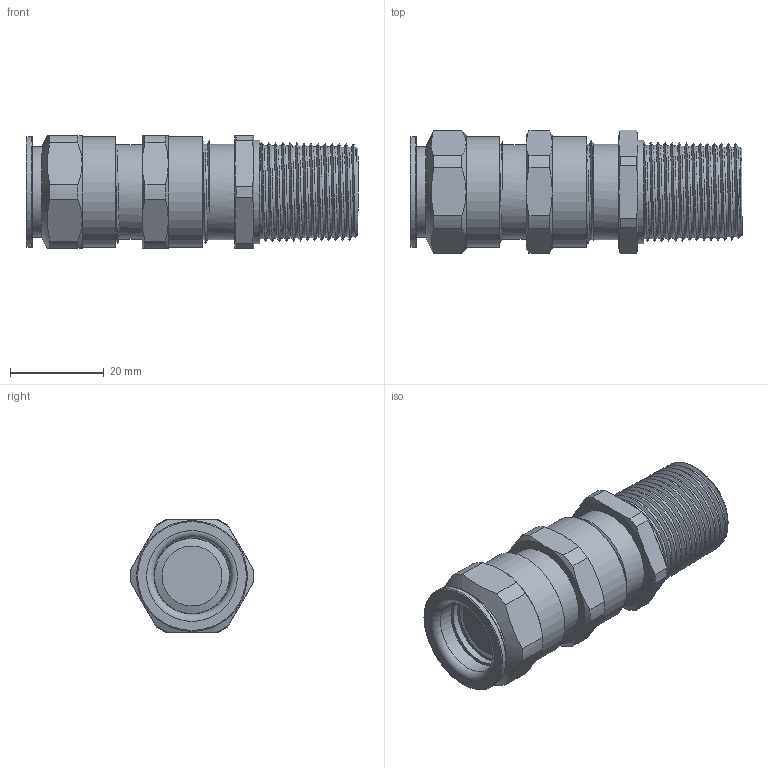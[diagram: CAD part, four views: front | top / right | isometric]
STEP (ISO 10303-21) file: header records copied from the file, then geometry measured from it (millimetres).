
FILE_DESCRIPTION(/* description */ ('ADE-4F NPT 1/2"'),/* implementation_level */ '2;1');
FILE_NAME(/* name */ '00848694V1-RST.stp',/* time_stamp */ '2020-03-18T07:44:56+01:00',/* author */ ('sl'),/* organization */ (''),/* preprocessor_version */ 'ST-DEVELOPER v16.5',/* originating_system */ 'Autodesk Inventor 2017',/* authorisation */ '');
FILE_SCHEMA (('AUTOMOTIVE_DESIGN { 1 0 10303 214 3 1 1 }'));
Length unit declared in the file: millimetre
Products named in the file (9): 00848694V1; 00848694V1_1; 00848674V1; 00848694V1_2; 00848679V1; 00848694V1_3; 00848694V1_4; 00848664V1; 00848694V1_5
Assembly tree (8 placements, depth 2):
  00848694V1
    00848694V1_1
    00848674V1
    00848694V1_2
    00848679V1
    00848694V1_3
    00848694V1_4
    00848664V1
    00848694V1_5
Bounding box: 70.72 x 26.4 x 24 mm (x, y, z)
Volume: 12622.4 mm3; surface area: 19178 mm2
Topology: 10 solids, 10 shells, 215 faces, 462 edges, 288 vertices
Faces by surface type: cylinder 73, plane 69, cone 48, torus 15, bspline 10
Full cylindrical faces by diameter (mm): 11.95 x1, 11.98 x1, 12.17 x1, 13.25 x1, 13.33 x1, 14.4 x1, 14.59 x1, 14.97 x1, 15.9 x2, 15.92 x1, 16 x1, 16.02 x1, 16.13 x1, 16.17 x1, 16.35 x1, 17.1 x1, 17.3 x1, 17.48 x1, 17.75 x1, 18.38 x1, 18.41 x1, 18.79 x1, 19.23 x1, 19.35 x1, 20.23 x2, 20.328 x3, 20.68 x8, 20.85 x1, 20.87 x9, 21.07 x1
Entity records: 11830 total; most frequent: CARTESIAN_POINT 7904, DIRECTION 804, ORIENTED_EDGE 650, AXIS2_PLACEMENT_3D 384, EDGE_CURVE 323, EDGE_LOOP 301, VERTEX_POINT 238, FACE_OUTER_BOUND 195
